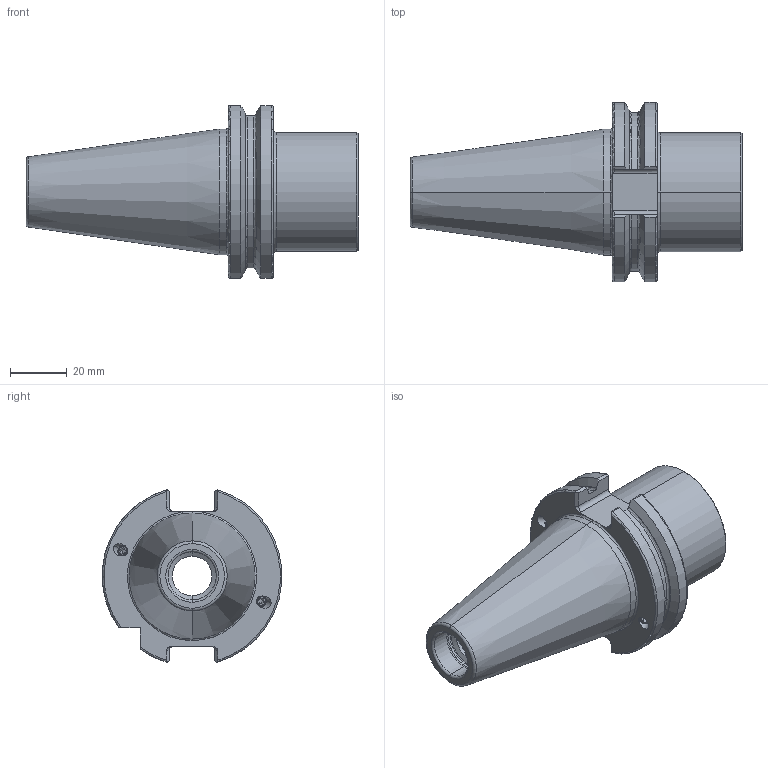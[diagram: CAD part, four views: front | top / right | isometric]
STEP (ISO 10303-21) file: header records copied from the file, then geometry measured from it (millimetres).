
FILE_DESCRIPTION (( 'STEP AP203' ), '1' );
FILE_NAME ('100.415.421C.STEP', '2018-03-12T10:47:07', ( 'SWIAdmin' ), ( 'Hewlett-Packard Company' ), 'SwSTEP 2.0', 'SolidWorks 2017', '' );
FILE_SCHEMA (( 'CONFIG_CONTROL_DESIGN' ));
Length unit declared in the file: millimetre
Products named in the file (4): KVT_MB_600_040; 100.415.421C; SB4-CA4.K01.049_B; ISO 4026 - M4 x 3_PreviewCfg
Assembly tree (5 placements, depth 2):
  100.415.421C
    SB4-CA4.K01.049_B
    ISO 4026 - M4 x 3_PreviewCfg  x2
    KVT_MB_600_040  x2
Bounding box: 117.25 x 63.37 x 60.94 mm (x, y, z)
Volume: 123976.6 mm3; surface area: 27493.1 mm2
Topology: 7 solids, 7 shells, 236 faces, 561 edges, 336 vertices
Faces by surface type: cone 84, cylinder 65, plane 55, torus 28, sphere 4
Entity records: 6197 total; most frequent: CARTESIAN_POINT 1363, DIRECTION 947, ORIENTED_EDGE 910, EDGE_CURVE 455, AXIS2_PLACEMENT_3D 375, VERTEX_POINT 277, EDGE_LOOP 202, LINE 197
